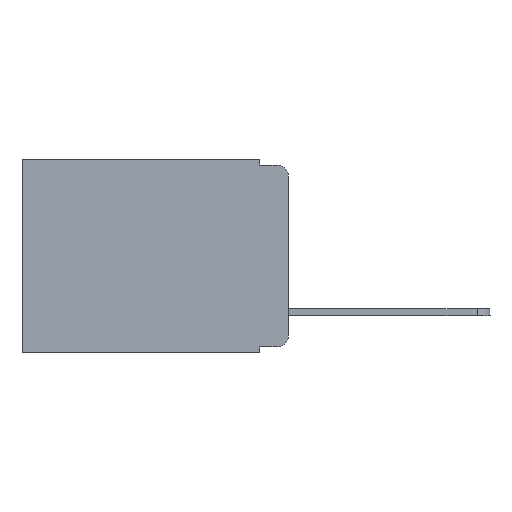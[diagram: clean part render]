
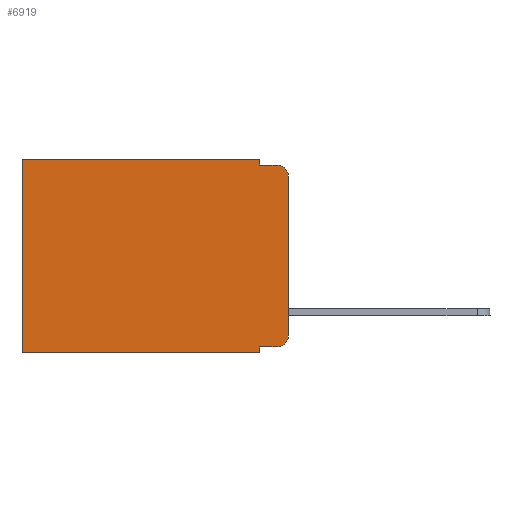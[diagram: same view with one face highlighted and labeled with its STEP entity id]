
A CAD part, left-side view. The second image highlights one B-rep face of the part: STEP entity #6919.
In plain terms, the highlighted planar face has unit normal (-1, 0, 0).
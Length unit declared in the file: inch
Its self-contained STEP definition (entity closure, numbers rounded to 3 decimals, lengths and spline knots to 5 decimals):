
#56 = DIRECTION ( 'NONE',  ( 0., 1., 0. ) ) ;
#79 = VERTEX_POINT ( 'NONE', #2798 ) ;
#165 = LINE ( 'NONE', #3377, #6662 ) ;
#244 = DIRECTION ( 'NONE',  ( -1., 0., 0. ) ) ;
#251 = DIRECTION ( 'NONE',  ( 0., -1., 0. ) ) ;
#378 = CARTESIAN_POINT ( 'NONE',  ( 0.298, 0.051, -0.01 ) ) ;
#385 = VERTEX_POINT ( 'NONE', #5673 ) ;
#436 = PLANE ( 'NONE',  #5051 ) ;
#506 = DIRECTION ( 'NONE',  ( 1., 0., 0. ) ) ;
#627 = EDGE_CURVE ( 'NONE', #5187, #8701, #8636, .T. ) ;
#647 = CARTESIAN_POINT ( 'NONE',  ( 0.298, 0.051, -0.333 ) ) ;
#735 = CARTESIAN_POINT ( 'NONE',  ( 0.298, 0.051, 0. ) ) ;
#893 = VERTEX_POINT ( 'NONE', #9114 ) ;
#1011 = DIRECTION ( 'NONE',  ( 0., 0., -1. ) ) ;
#1042 = VECTOR ( 'NONE', #8405, 39.37008 ) ;
#1133 = CARTESIAN_POINT ( 'NONE',  ( 0.298, 0.02, -0.01 ) ) ;
#1207 = DIRECTION ( 'NONE',  ( 0., 1., 0. ) ) ;
#1213 = ORIENTED_EDGE ( 'NONE', *, *, #6606, .T. ) ;
#1322 = EDGE_CURVE ( 'NONE', #8701, #7195, #3291, .T. ) ;
#1420 = EDGE_CURVE ( 'NONE', #5187, #893, #165, .T. ) ;
#1574 = AXIS2_PLACEMENT_3D ( 'NONE', #8297, #5370, #6072 ) ;
#1637 = EDGE_LOOP ( 'NONE', ( #8744, #6341, #9094, #8383, #3442, #4670, #6310, #2231, #8672, #1213 ) ) ;
#1651 = DIRECTION ( 'NONE',  ( 0., 0., -1. ) ) ;
#1858 = VECTOR ( 'NONE', #3165, 39.37008 ) ;
#2127 = EDGE_CURVE ( 'NONE', #2290, #79, #2428, .T. ) ;
#2231 = ORIENTED_EDGE ( 'NONE', *, *, #627, .F. ) ;
#2290 = VERTEX_POINT ( 'NONE', #735 ) ;
#2306 = CIRCLE ( 'NONE', #2848, 0.02 ) ;
#2428 = LINE ( 'NONE', #7394, #1858 ) ;
#2515 = EDGE_CURVE ( 'NONE', #2290, #2648, #6776, .T. ) ;
#2648 = VERTEX_POINT ( 'NONE', #7566 ) ;
#2720 = DIRECTION ( 'NONE',  ( 0., 0., -1. ) ) ;
#2798 = CARTESIAN_POINT ( 'NONE',  ( 0.298, 0.051, -0.01 ) ) ;
#2848 = AXIS2_PLACEMENT_3D ( 'NONE', #7388, #244, #1011 ) ;
#3165 = DIRECTION ( 'NONE',  ( 0., 0., -1. ) ) ;
#3291 = LINE ( 'NONE', #5413, #7075 ) ;
#3377 = CARTESIAN_POINT ( 'NONE',  ( 0.298, 0.051, -0.333 ) ) ;
#3442 = ORIENTED_EDGE ( 'NONE', *, *, #2515, .T. ) ;
#3623 = VECTOR ( 'NONE', #7979, 39.37008 ) ;
#3862 = LINE ( 'NONE', #4448, #8530 ) ;
#4361 = CARTESIAN_POINT ( 'NONE',  ( 0.298, 0., 0. ) ) ;
#4448 = CARTESIAN_POINT ( 'NONE',  ( 0.298, 0., 0. ) ) ;
#4496 = EDGE_CURVE ( 'NONE', #385, #4732, #2306, .T. ) ;
#4670 = ORIENTED_EDGE ( 'NONE', *, *, #8713, .T. ) ;
#4732 = VERTEX_POINT ( 'NONE', #1133 ) ;
#4982 = VECTOR ( 'NONE', #56, 39.37008 ) ;
#5051 = AXIS2_PLACEMENT_3D ( 'NONE', #9049, #506, #2720 ) ;
#5147 = CARTESIAN_POINT ( 'NONE',  ( 0.298, 0.473, 0. ) ) ;
#5187 = VERTEX_POINT ( 'NONE', #647 ) ;
#5370 = DIRECTION ( 'NONE',  ( -1., 0., 0. ) ) ;
#5413 = CARTESIAN_POINT ( 'NONE',  ( 0.298, 0., -0.343 ) ) ;
#5516 = LINE ( 'NONE', #5147, #3623 ) ;
#5610 = VERTEX_POINT ( 'NONE', #6234 ) ;
#5673 = CARTESIAN_POINT ( 'NONE',  ( 0.298, 0., -0.03 ) ) ;
#6072 = DIRECTION ( 'NONE',  ( 0., 0., -1. ) ) ;
#6234 = CARTESIAN_POINT ( 'NONE',  ( 0.298, 0., -0.313 ) ) ;
#6310 = ORIENTED_EDGE ( 'NONE', *, *, #1322, .F. ) ;
#6341 = ORIENTED_EDGE ( 'NONE', *, *, #4496, .T. ) ;
#6606 = EDGE_CURVE ( 'NONE', #893, #5610, #8869, .T. ) ;
#6662 = VECTOR ( 'NONE', #6948, 39.37008 ) ;
#6776 = LINE ( 'NONE', #4361, #4982 ) ;
#6919 = ADVANCED_FACE ( 'NONE', ( #8441 ), #436, .F. ) ;
#6948 = DIRECTION ( 'NONE',  ( 0., -1., 0. ) ) ;
#7075 = VECTOR ( 'NONE', #1207, 39.37008 ) ;
#7195 = VERTEX_POINT ( 'NONE', #8840 ) ;
#7388 = CARTESIAN_POINT ( 'NONE',  ( 0.298, 0.02, -0.03 ) ) ;
#7394 = CARTESIAN_POINT ( 'NONE',  ( 0.298, 0.051, 0. ) ) ;
#7566 = CARTESIAN_POINT ( 'NONE',  ( 0.298, 0.473, 0. ) ) ;
#7839 = EDGE_CURVE ( 'NONE', #385, #5610, #3862, .T. ) ;
#7950 = CARTESIAN_POINT ( 'NONE',  ( 0.298, 0.051, -0.343 ) ) ;
#7955 = VECTOR ( 'NONE', #251, 39.37008 ) ;
#7979 = DIRECTION ( 'NONE',  ( 0., 0., -1. ) ) ;
#8052 = LINE ( 'NONE', #378, #7955 ) ;
#8297 = CARTESIAN_POINT ( 'NONE',  ( 0.298, 0.02, -0.313 ) ) ;
#8379 = CARTESIAN_POINT ( 'NONE',  ( 0.298, 0.051, 0. ) ) ;
#8383 = ORIENTED_EDGE ( 'NONE', *, *, #2127, .F. ) ;
#8405 = DIRECTION ( 'NONE',  ( 0., 0., -1. ) ) ;
#8441 = FACE_OUTER_BOUND ( 'NONE', #1637, .T. ) ;
#8530 = VECTOR ( 'NONE', #1651, 39.37008 ) ;
#8636 = LINE ( 'NONE', #8379, #1042 ) ;
#8672 = ORIENTED_EDGE ( 'NONE', *, *, #1420, .T. ) ;
#8701 = VERTEX_POINT ( 'NONE', #7950 ) ;
#8713 = EDGE_CURVE ( 'NONE', #2648, #7195, #5516, .T. ) ;
#8744 = ORIENTED_EDGE ( 'NONE', *, *, #7839, .F. ) ;
#8840 = CARTESIAN_POINT ( 'NONE',  ( 0.298, 0.473, -0.343 ) ) ;
#8869 = CIRCLE ( 'NONE', #1574, 0.02 ) ;
#8915 = EDGE_CURVE ( 'NONE', #79, #4732, #8052, .T. ) ;
#9049 = CARTESIAN_POINT ( 'NONE',  ( 0.298, 0., 0. ) ) ;
#9094 = ORIENTED_EDGE ( 'NONE', *, *, #8915, .F. ) ;
#9114 = CARTESIAN_POINT ( 'NONE',  ( 0.298, 0.02, -0.333 ) ) ;
